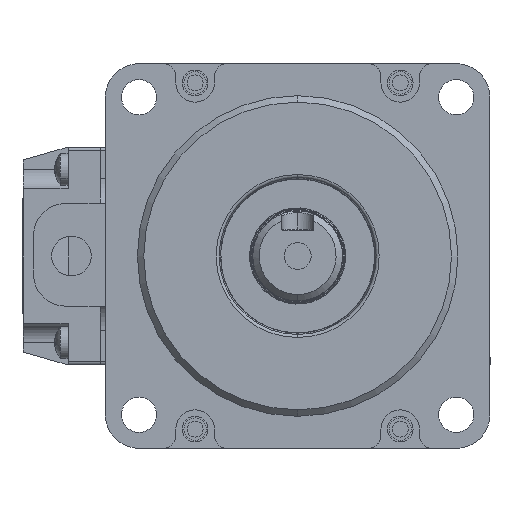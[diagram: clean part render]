
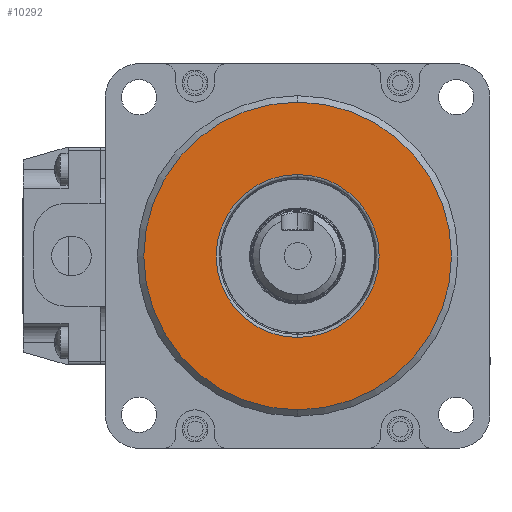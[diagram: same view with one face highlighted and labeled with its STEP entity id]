
A CAD part, left-side view. The second image highlights one B-rep face of the part: STEP entity #10292.
In plain terms, the highlighted planar face has unit normal (-1, 0, 0).
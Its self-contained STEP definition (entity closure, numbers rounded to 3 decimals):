
#160 = CARTESIAN_POINT ( 'NONE',  ( 135.029, 90.04, 0. ) ) ;
#963 = DIRECTION ( 'NONE',  ( -1., 0., 0. ) ) ;
#1671 = DIRECTION ( 'NONE',  ( 1., 0., 0. ) ) ;
#2165 = ORIENTED_EDGE ( 'NONE', *, *, #2267, .T. ) ;
#2267 = EDGE_CURVE ( 'NONE', #14103, #10596, #9124, .T. ) ;
#3517 = CARTESIAN_POINT ( 'NONE',  ( 135.029, 90.04, 24. ) ) ;
#3674 = CARTESIAN_POINT ( 'NONE',  ( 135.029, 90.04, 0. ) ) ;
#3847 = CARTESIAN_POINT ( 'NONE',  ( 135.029, 90.04, 12.714 ) ) ;
#4310 = AXIS2_PLACEMENT_3D ( 'NONE', #9705, #1671, #6997 ) ;
#4696 = FACE_OUTER_BOUND ( 'NONE', #11772, .T. ) ;
#5264 = PLANE ( 'NONE',  #10913 ) ;
#5342 = DIRECTION ( 'NONE',  ( -1., 0., 0. ) ) ;
#5673 = EDGE_CURVE ( 'NONE', #10596, #14103, #7783, .T. ) ;
#6617 = VERTEX_POINT ( 'NONE', #8692 ) ;
#6997 = DIRECTION ( 'NONE',  ( 0., 0., 1. ) ) ;
#7007 = EDGE_LOOP ( 'NONE', ( #9447, #2165 ) ) ;
#7373 = FACE_BOUND ( 'NONE', #7007, .T. ) ;
#7783 = CIRCLE ( 'NONE', #11065, 12.714 ) ;
#7872 = AXIS2_PLACEMENT_3D ( 'NONE', #10159, #963, #13042 ) ;
#8086 = CIRCLE ( 'NONE', #14097, 24. ) ;
#8692 = CARTESIAN_POINT ( 'NONE',  ( 135.029, 90.04, -24. ) ) ;
#9124 = CIRCLE ( 'NONE', #4310, 12.714 ) ;
#9189 = ORIENTED_EDGE ( 'NONE', *, *, #13491, .T. ) ;
#9447 = ORIENTED_EDGE ( 'NONE', *, *, #5673, .T. ) ;
#9705 = CARTESIAN_POINT ( 'NONE',  ( 135.029, 90.04, 0. ) ) ;
#10159 = CARTESIAN_POINT ( 'NONE',  ( 135.029, 90.04, 0. ) ) ;
#10292 = ADVANCED_FACE ( 'NONE', ( #7373, #4696 ), #5264, .T. ) ;
#10502 = CARTESIAN_POINT ( 'NONE',  ( 135.029, 90.04, 0. ) ) ;
#10573 = ORIENTED_EDGE ( 'NONE', *, *, #10817, .T. ) ;
#10596 = VERTEX_POINT ( 'NONE', #3847 ) ;
#10817 = EDGE_CURVE ( 'NONE', #6617, #10891, #11797, .T. ) ;
#10891 = VERTEX_POINT ( 'NONE', #3517 ) ;
#10913 = AXIS2_PLACEMENT_3D ( 'NONE', #160, #16215, #14627 ) ;
#11065 = AXIS2_PLACEMENT_3D ( 'NONE', #3674, #13205, #14530 ) ;
#11772 = EDGE_LOOP ( 'NONE', ( #10573, #9189 ) ) ;
#11797 = CIRCLE ( 'NONE', #7872, 24. ) ;
#12248 = CARTESIAN_POINT ( 'NONE',  ( 135.029, 90.04, -12.714 ) ) ;
#13042 = DIRECTION ( 'NONE',  ( 0., 0., 1. ) ) ;
#13205 = DIRECTION ( 'NONE',  ( 1., 0., 0. ) ) ;
#13208 = DIRECTION ( 'NONE',  ( 0., 0., 1. ) ) ;
#13491 = EDGE_CURVE ( 'NONE', #10891, #6617, #8086, .T. ) ;
#14097 = AXIS2_PLACEMENT_3D ( 'NONE', #10502, #5342, #13208 ) ;
#14103 = VERTEX_POINT ( 'NONE', #12248 ) ;
#14530 = DIRECTION ( 'NONE',  ( 0., 0., 1. ) ) ;
#14627 = DIRECTION ( 'NONE',  ( 0., 0., 1. ) ) ;
#16215 = DIRECTION ( 'NONE',  ( -1., 0., 0. ) ) ;
